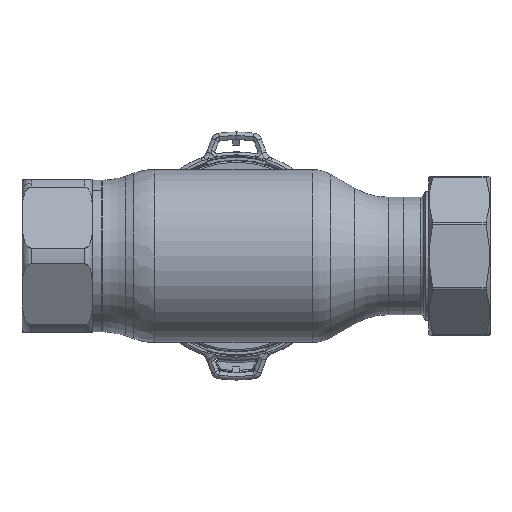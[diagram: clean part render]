
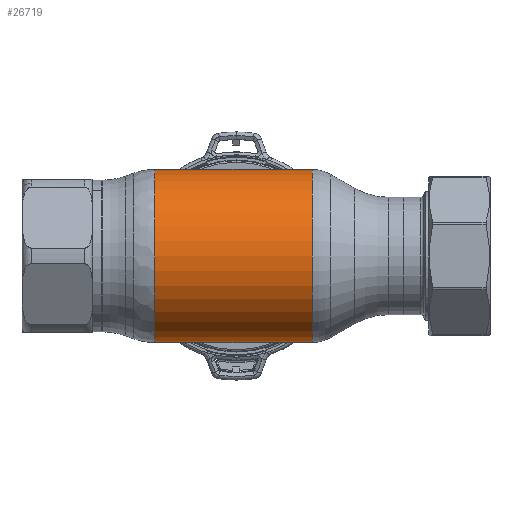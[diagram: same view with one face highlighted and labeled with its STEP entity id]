
A CAD part, front view. The second image highlights one B-rep face of the part: STEP entity #26719.
In plain terms, the highlighted cylindrical face has radius 28.25 mm (diameter 56.5 mm), a partial arc.
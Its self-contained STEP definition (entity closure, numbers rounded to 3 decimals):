
#778 = CARTESIAN_POINT ( 'NONE',  ( -26.673, 0., 0. ) ) ;
#2766 = FACE_OUTER_BOUND ( 'NONE', #15109, .T. ) ;
#2826 = VERTEX_POINT ( 'NONE', #14811 ) ;
#2841 = VECTOR ( 'NONE', #20291, 1000. ) ;
#5794 = DIRECTION ( 'NONE',  ( 1., 0., 0. ) ) ;
#6541 = DIRECTION ( 'NONE',  ( 0., 0., -1. ) ) ;
#7293 = VECTOR ( 'NONE', #9768, 1000. ) ;
#7358 = DIRECTION ( 'NONE',  ( 0., 0., -1. ) ) ;
#8251 = LINE ( 'NONE', #11649, #2841 ) ;
#9768 = DIRECTION ( 'NONE',  ( 1., 0., 0. ) ) ;
#10833 = EDGE_CURVE ( 'NONE', #35332, #22564, #27859, .T. ) ;
#10844 = ORIENTED_EDGE ( 'NONE', *, *, #35469, .T. ) ;
#11649 = CARTESIAN_POINT ( 'NONE',  ( 62.69, 0., -28.25 ) ) ;
#12134 = CIRCLE ( 'NONE', #34652, 28.25 ) ;
#14811 = CARTESIAN_POINT ( 'NONE',  ( -26.673, 0., -28.25 ) ) ;
#15109 = EDGE_LOOP ( 'NONE', ( #33453, #10844, #37643, #16544 ) ) ;
#15321 = CARTESIAN_POINT ( 'NONE',  ( 24.785, 0., -28.25 ) ) ;
#15482 = DIRECTION ( 'NONE',  ( 0., 0., -1. ) ) ;
#16194 = CYLINDRICAL_SURFACE ( 'NONE', #17602, 28.25 ) ;
#16544 = ORIENTED_EDGE ( 'NONE', *, *, #28181, .F. ) ;
#16984 = CIRCLE ( 'NONE', #38858, 28.25 ) ;
#17602 = AXIS2_PLACEMENT_3D ( 'NONE', #25225, #5794, #6541 ) ;
#19199 = CARTESIAN_POINT ( 'NONE',  ( 62.69, 0., 28.25 ) ) ;
#19957 = CARTESIAN_POINT ( 'NONE',  ( 24.785, 0., 28.25 ) ) ;
#20291 = DIRECTION ( 'NONE',  ( 1., 0., 0. ) ) ;
#22564 = VERTEX_POINT ( 'NONE', #19957 ) ;
#25225 = CARTESIAN_POINT ( 'NONE',  ( 62.69, 0., 0. ) ) ;
#25517 = DIRECTION ( 'NONE',  ( 1., 0., 0. ) ) ;
#26714 = EDGE_CURVE ( 'NONE', #2826, #34613, #8251, .T. ) ;
#26719 = ADVANCED_FACE ( 'NONE', ( #2766 ), #16194, .T. ) ;
#27859 = LINE ( 'NONE', #19199, #7293 ) ;
#28181 = EDGE_CURVE ( 'NONE', #22564, #34613, #12134, .T. ) ;
#28456 = DIRECTION ( 'NONE',  ( 1., 0., 0. ) ) ;
#33453 = ORIENTED_EDGE ( 'NONE', *, *, #10833, .F. ) ;
#34613 = VERTEX_POINT ( 'NONE', #15321 ) ;
#34652 = AXIS2_PLACEMENT_3D ( 'NONE', #35112, #28456, #7358 ) ;
#35112 = CARTESIAN_POINT ( 'NONE',  ( 24.785, 0., 0. ) ) ;
#35332 = VERTEX_POINT ( 'NONE', #39531 ) ;
#35469 = EDGE_CURVE ( 'NONE', #35332, #2826, #16984, .T. ) ;
#37643 = ORIENTED_EDGE ( 'NONE', *, *, #26714, .T. ) ;
#38858 = AXIS2_PLACEMENT_3D ( 'NONE', #778, #25517, #15482 ) ;
#39531 = CARTESIAN_POINT ( 'NONE',  ( -26.673, 0., 28.25 ) ) ;
